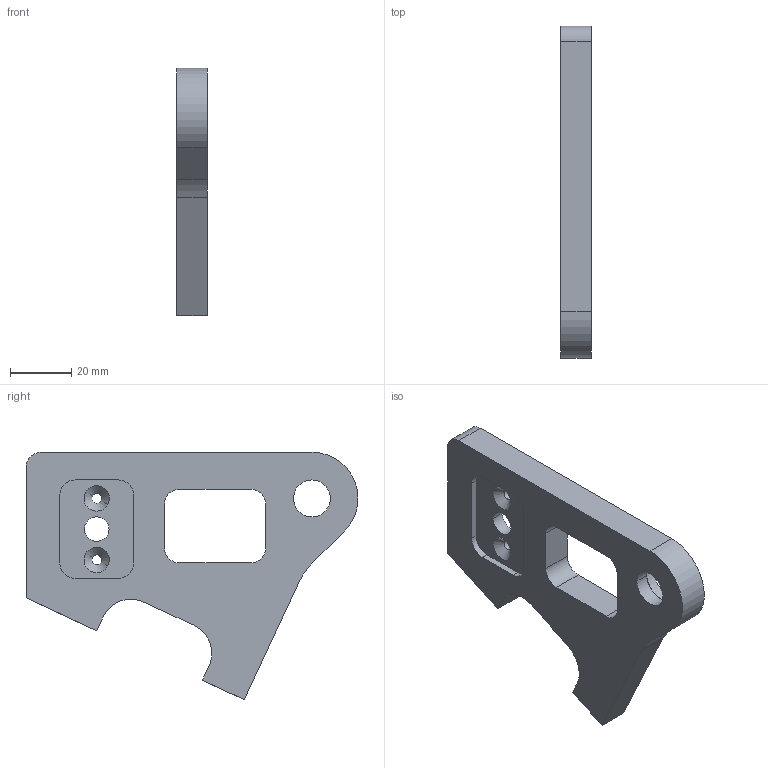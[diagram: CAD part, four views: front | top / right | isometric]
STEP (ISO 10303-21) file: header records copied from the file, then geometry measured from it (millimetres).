
FILE_DESCRIPTION(('CATIA V5 STEP Exchange'),'2;1');
FILE_NAME('005-FERRURE-ROUE-GAUCHE.stp','2020-01-02T18:30:09+00:00',('none'),('none'),'CATIA Version 5 Release 11 (IN-9)','CATIA V5 STEP AP203',' none');
FILE_SCHEMA(('CONFIG_CONTROL_DESIGN'));
Length unit declared in the file: millimetre
Products named in the file (1): 007-FERRURE-ROUE-GAUCHE
Bounding box: 10 x 107.98 x 80.47 mm (x, y, z)
Volume: 38791.6 mm3; surface area: 15349.1 mm2
Topology: 1 solids, 1 shells, 64 faces, 170 edges, 108 vertices
Faces by surface type: cylinder 29, plane 25, cone 10
Entity records: 1908 total; most frequent: ORIENTED_EDGE 332, CARTESIAN_POINT 327, DIRECTION 270, EDGE_CURVE 166, AXIS2_PLACEMENT_3D 117, VERTEX_POINT 108, VECTOR 102, LINE 102
